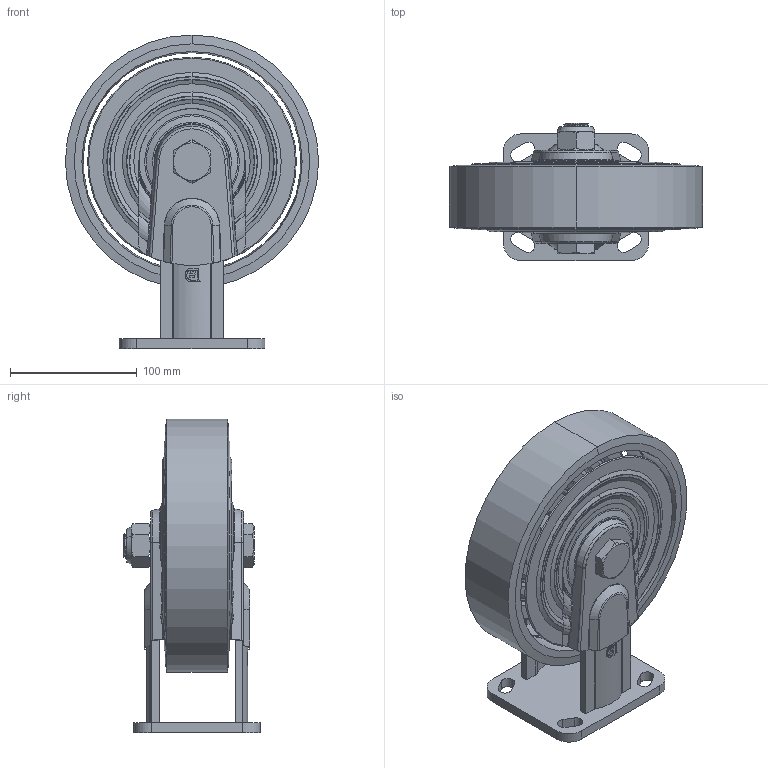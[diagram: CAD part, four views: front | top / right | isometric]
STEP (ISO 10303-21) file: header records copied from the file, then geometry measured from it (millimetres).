
FILE_DESCRIPTION((''),'2;1');
FILE_NAME('PRT0024','2025-04-30T11:58:22',('Administrator'),(''),'CREO PARAMETRIC BY PTC INC, 2022124','CREO PARAMETRIC BY PTC INC, 2022124','');
FILE_SCHEMA(('AP203_CONFIGURATION_CONTROLLED_3D_DESIGN_OF_MECHANICAL_PARTS_AND_ASSEMBLIES_MIM_LF { 1 0 10303 403 2 1 2 }'));
Length unit declared in the file: millimetre
Products named in the file (1): PRT0024
Bounding box: 200 x 108 x 248 mm (x, y, z)
Surface area: 200719.2 mm2 (no closed solid volume)
Topology: 0 solids, 32 shells, 237 faces, 944 edges, 735 vertices
Faces by surface type: plane 82, cylinder 56, torus 50, cone 44, bspline 5
Entity records: 13812 total; most frequent: CARTESIAN_POINT 4792, DIRECTION 1421, ORIENTED_EDGE 1332, EDGE_CURVE 944, VERTEX_POINT 735, AXIS2_PLACEMENT_3D 565, B_SPLINE_CURVE_WITH_KNOTS 333, CIRCLE 323
